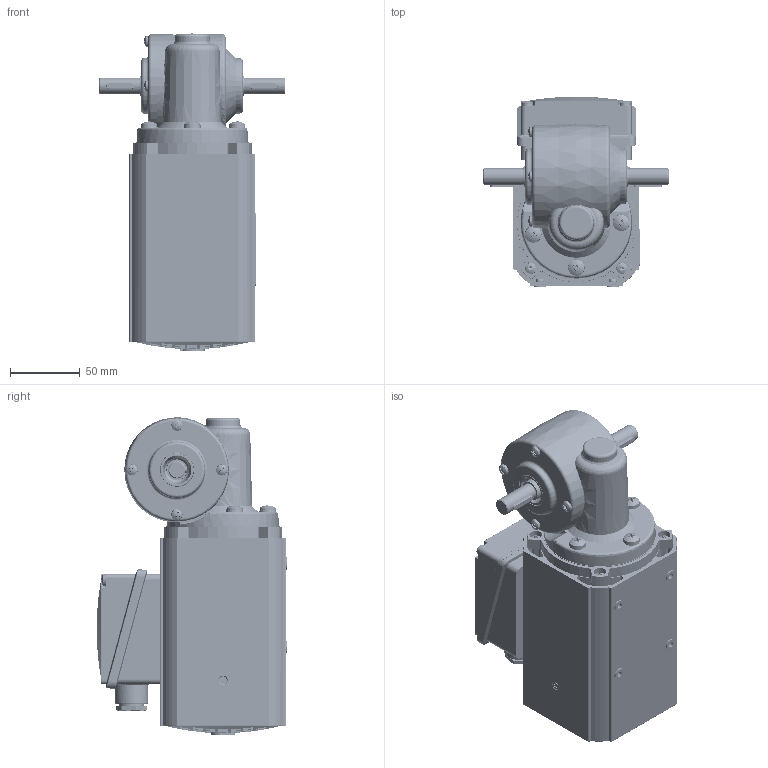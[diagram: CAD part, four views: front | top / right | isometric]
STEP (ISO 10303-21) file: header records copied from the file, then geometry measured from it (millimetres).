
FILE_DESCRIPTION (( 'STEP AP214' ), '1' );
FILE_NAME ('Motor IGLU80-40 mit Getr. E3.STEP', '2017-12-11T09:17:29', ( 'gfeller' ), ( '' ), 'SwSTEP 2.0', 'SolidWorks 2017', '' );
FILE_SCHEMA (( 'AUTOMOTIVE_DESIGN' ));
Length unit declared in the file: millimetre
Products named in the file (1): Motor IGLU80-40 mit Getr. E3
Bounding box: 132.5 x 136.43 x 226.98 mm (x, y, z)
Volume: 591747.6 mm3; surface area: 372634.4 mm2
Topology: 89 solids, 91 shells, 4786 faces, 11607 edges, 6869 vertices
Faces by surface type: plane 1623, cylinder 1575, cone 629, torus 445, sphere 269, bspline 245
Entity records: 206698 total; most frequent: CARTESIAN_POINT 43208, DIRECTION 23799, ORIENTED_EDGE 22662, EDGE_CURVE 11331, AXIS2_PLACEMENT_3D 9545, VERTEX_POINT 6836, EDGE_LOOP 5229, CIRCLE 5003
